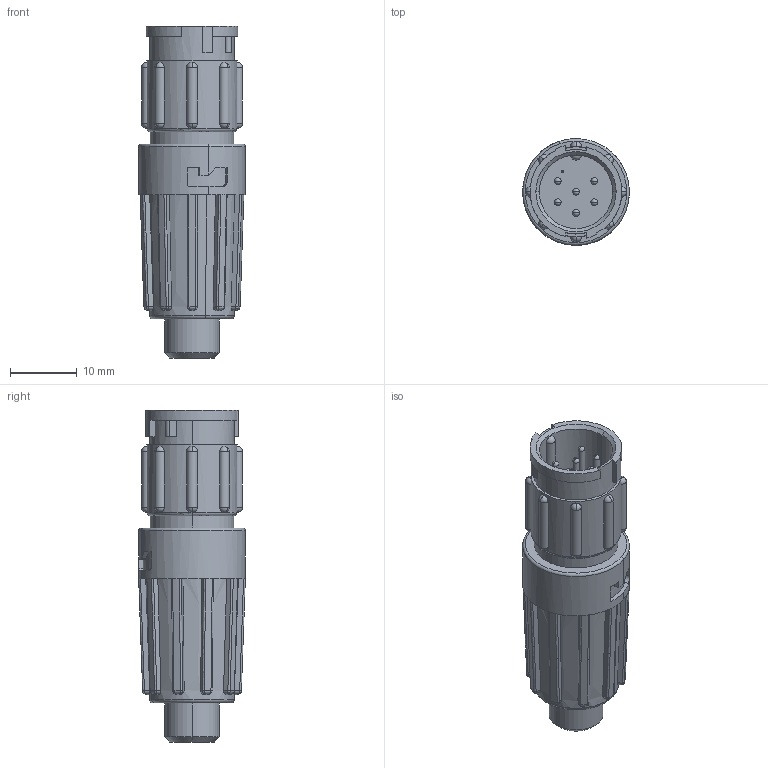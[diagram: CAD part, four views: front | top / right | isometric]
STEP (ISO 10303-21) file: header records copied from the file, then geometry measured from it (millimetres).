
FILE_DESCRIPTION (( 'STEP AP203' ), '1' );
FILE_NAME ('8282-6PG-522.STEP', '2014-05-28T21:09:18', ( '' ), ( '' ), 'SwSTEP 2.0', 'SolidWorks 2014', '' );
FILE_SCHEMA (( 'CONFIG_CONTROL_DESIGN' ));
Length unit declared in the file: inch
Products named in the file (1): 8282-6PG-522
Bounding box: 16 x 16 x 49.8 mm (x, y, z)
Volume: 6132.2 mm3; surface area: 3500.9 mm2
Topology: 1 solids, 1 shells, 289 faces, 816 edges, 477 vertices
Faces by surface type: bspline 80, plane 79, cylinder 71, sphere 46, torus 7, cone 6
Entity records: 15697 total; most frequent: CARTESIAN_POINT 9378, ORIENTED_EDGE 1416, DIRECTION 1148, EDGE_CURVE 708, AXIS2_PLACEMENT_3D 461, VERTEX_POINT 433, EDGE_LOOP 301, ADVANCED_FACE 289
